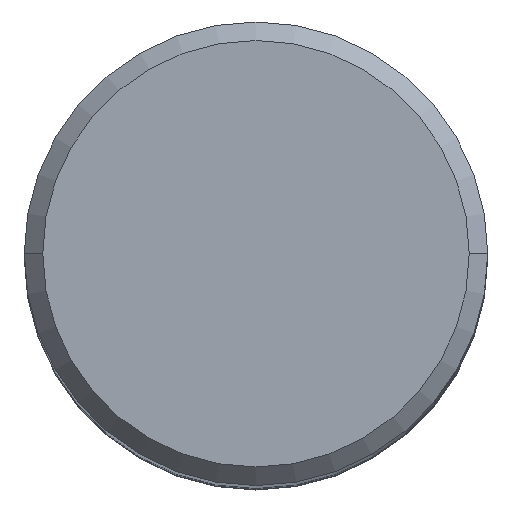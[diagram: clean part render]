
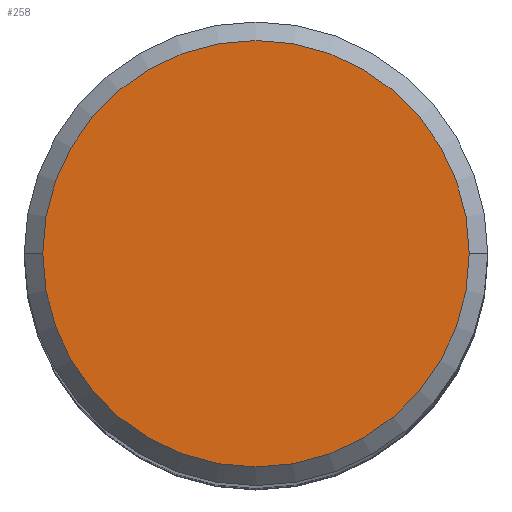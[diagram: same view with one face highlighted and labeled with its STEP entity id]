
A CAD part, top view. The second image highlights one B-rep face of the part: STEP entity #258.
In plain terms, the highlighted planar face has unit normal (0, 0, 1).
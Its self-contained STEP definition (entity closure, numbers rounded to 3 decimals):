
#35=PLANE('',#1780);
#258=ADVANCED_FACE('',(#368),#35,.F.);
#368=FACE_OUTER_BOUND('',#464,.T.);
#464=EDGE_LOOP('',(#826,#827));
#826=ORIENTED_EDGE('',*,*,#1123,.T.);
#827=ORIENTED_EDGE('',*,*,#1124,.T.);
#938=VERTEX_POINT('',#3497);
#939=VERTEX_POINT('',#3499);
#1123=EDGE_CURVE('',#938,#939,#1355,.T.);
#1124=EDGE_CURVE('',#939,#938,#1356,.T.);
#1355=CIRCLE('',#1777,11.5);
#1356=CIRCLE('',#1779,11.5);
#1777=AXIS2_PLACEMENT_3D('',#3500,#2192,#2193);
#1779=AXIS2_PLACEMENT_3D('',#3502,#2196,#2197);
#1780=AXIS2_PLACEMENT_3D('',#3503,#2198,#2199);
#2192=DIRECTION('',(0.,0.,1.));
#2193=DIRECTION('',(1.,0.,0.));
#2196=DIRECTION('',(0.,0.,1.));
#2197=DIRECTION('',(-1.,0.,0.));
#2198=DIRECTION('',(0.,0.,-1.));
#2199=DIRECTION('',(-1.,0.,0.));
#3497=CARTESIAN_POINT('',(11.5,0.,0.));
#3499=CARTESIAN_POINT('',(-11.5,0.,0.));
#3500=CARTESIAN_POINT('',(0.,0.,0.));
#3502=CARTESIAN_POINT('',(0.,0.,0.));
#3503=CARTESIAN_POINT('',(0.,0.,0.));
